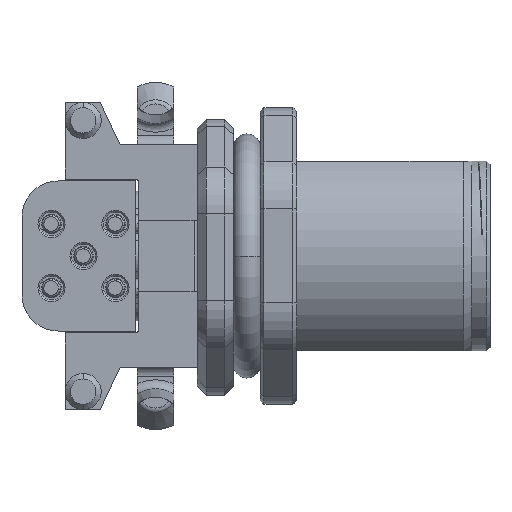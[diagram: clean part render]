
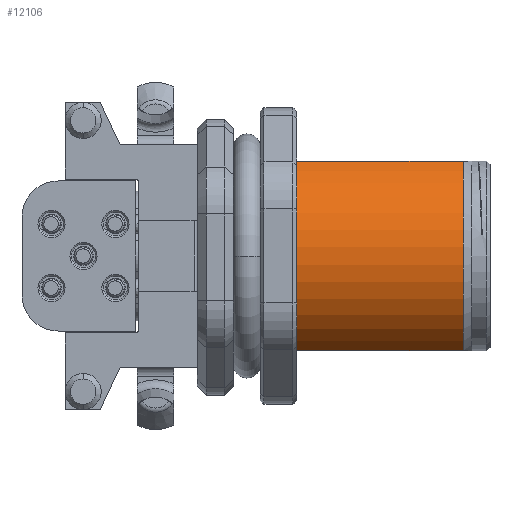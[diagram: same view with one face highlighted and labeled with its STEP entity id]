
A CAD part, front view. The second image highlights one B-rep face of the part: STEP entity #12106.
In plain terms, the highlighted cylindrical face has radius 6.003 mm (diameter 12.005 mm), a partial arc.
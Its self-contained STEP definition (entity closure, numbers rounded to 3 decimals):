
#2483=CARTESIAN_POINT('',(-1.48,0.,
0.));
#2484=DIRECTION('',(-1.,0.,0.));
#2485=DIRECTION('',(0.,-0.485,-0.875));
#2486=AXIS2_PLACEMENT_3D('',#2483,#2484,#2485);
#2493=CARTESIAN_POINT('',(-1.48,-2.91,
-5.25));
#2512=CARTESIAN_POINT('',(-1.48,-2.91,
5.25));
#2526=DIRECTION('',(-1.,0.,0.));
#2527=VECTOR('',#2526,9.22);
#2528=CARTESIAN_POINT('',(-1.48,-2.91,
-5.25));
#2529=LINE('',#2528,#2527);
#2530=DIRECTION('',(-1.,0.,0.));
#2531=VECTOR('',#2530,9.22);
#2532=CARTESIAN_POINT('',(-1.48,-2.91,
5.25));
#2533=LINE('',#2532,#2531);
#2597=CARTESIAN_POINT('',(-10.7,0.,0.));
#2598=DIRECTION('',(-1.,0.,0.));
#2599=DIRECTION('',(0.,-0.485,-0.875));
#2600=AXIS2_PLACEMENT_3D('',#2597,#2598,#2599);
#8332=CARTESIAN_POINT('',(-10.7,-2.91,-5.25));
#8333=CARTESIAN_POINT('',(-10.7,-2.91,5.25));
#8334=VERTEX_POINT('',#8332);
#8335=VERTEX_POINT('',#8333);
#8339=VERTEX_POINT('',#2493);
#8340=VERTEX_POINT('',#2512);
#12094=CARTESIAN_POINT('',(-16.2,0.,0.));
#12095=DIRECTION('',(-1.,0.,0.));
#12096=DIRECTION('',(0.,0.,1.));
#12097=AXIS2_PLACEMENT_3D('',#12094,#12095,#12096);
#12098=CYLINDRICAL_SURFACE('',#12097,6.003);
#12099=ORIENTED_EDGE('',*,*,#12036,.F.);
#12100=ORIENTED_EDGE('',*,*,#12057,.T.);
#12102=ORIENTED_EDGE('',*,*,#12101,.T.);
#12103=ORIENTED_EDGE('',*,*,#12082,.F.);
#12104=EDGE_LOOP('',(#12099,#12100,#12102,#12103));
#12105=FACE_OUTER_BOUND('',#12104,.F.);
#12106=ADVANCED_FACE('',(#12105),#12098,.T.);
#2487=CIRCLE('',#2486,6.003);
#2601=CIRCLE('',#2600,6.003);
#12036=EDGE_CURVE('',#8339,#8340,#2487,.T.);
#12057=EDGE_CURVE('',#8339,#8334,#2529,.T.);
#12082=EDGE_CURVE('',#8340,#8335,#2533,.T.);
#12101=EDGE_CURVE('',#8334,#8335,#2601,.T.);
